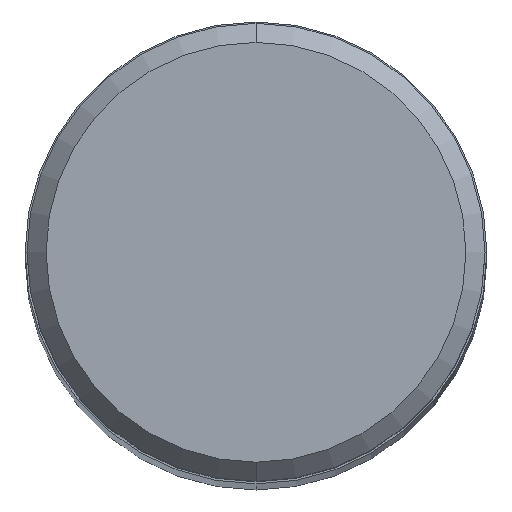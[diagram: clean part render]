
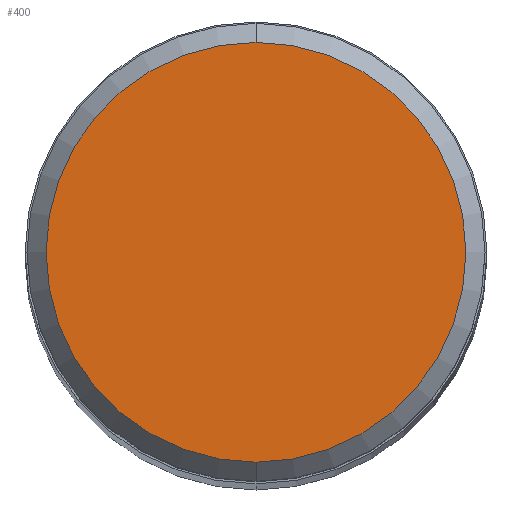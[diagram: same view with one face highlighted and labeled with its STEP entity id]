
A CAD part, top view. The second image highlights one B-rep face of the part: STEP entity #400.
In plain terms, the highlighted planar face has unit normal (0, 0, 1).
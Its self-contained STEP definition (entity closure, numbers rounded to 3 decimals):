
#98 = CARTESIAN_POINT ( 'NONE',  ( 0., 5.5, 65.5 ) ) ;
#134 = AXIS2_PLACEMENT_3D ( 'NONE', #161, #366, #808 ) ;
#144 = ORIENTED_EDGE ( 'NONE', *, *, #1366, .T. ) ;
#161 = CARTESIAN_POINT ( 'NONE',  ( 0., 0., 65.5 ) ) ;
#239 = EDGE_LOOP ( 'NONE', ( #144, #1041 ) ) ;
#366 = DIRECTION ( 'NONE',  ( 0., 0., -1. ) ) ;
#400 = ADVANCED_FACE ( 'NONE', ( #700 ), #792, .F. ) ;
#426 = CIRCLE ( 'NONE', #1074, 5.5 ) ;
#545 = CIRCLE ( 'NONE', #764, 5.5 ) ;
#557 = DIRECTION ( 'NONE',  ( 0., 0., 1. ) ) ;
#700 = FACE_OUTER_BOUND ( 'NONE', #239, .T. ) ;
#739 = VERTEX_POINT ( 'NONE', #1408 ) ;
#764 = AXIS2_PLACEMENT_3D ( 'NONE', #1128, #1136, #1242 ) ;
#788 = CARTESIAN_POINT ( 'NONE',  ( 0., 0., 65.5 ) ) ;
#792 = PLANE ( 'NONE',  #134 ) ;
#808 = DIRECTION ( 'NONE',  ( 0., 1., 0. ) ) ;
#860 = EDGE_CURVE ( 'NONE', #739, #1250, #545, .T. ) ;
#880 = DIRECTION ( 'NONE',  ( 0., 1., 0. ) ) ;
#1041 = ORIENTED_EDGE ( 'NONE', *, *, #860, .T. ) ;
#1074 = AXIS2_PLACEMENT_3D ( 'NONE', #788, #557, #880 ) ;
#1128 = CARTESIAN_POINT ( 'NONE',  ( 0., 0., 65.5 ) ) ;
#1136 = DIRECTION ( 'NONE',  ( 0., 0., 1. ) ) ;
#1242 = DIRECTION ( 'NONE',  ( 0., 1., 0. ) ) ;
#1250 = VERTEX_POINT ( 'NONE', #98 ) ;
#1366 = EDGE_CURVE ( 'NONE', #1250, #739, #426, .T. ) ;
#1408 = CARTESIAN_POINT ( 'NONE',  ( 0., -5.5, 65.5 ) ) ;
